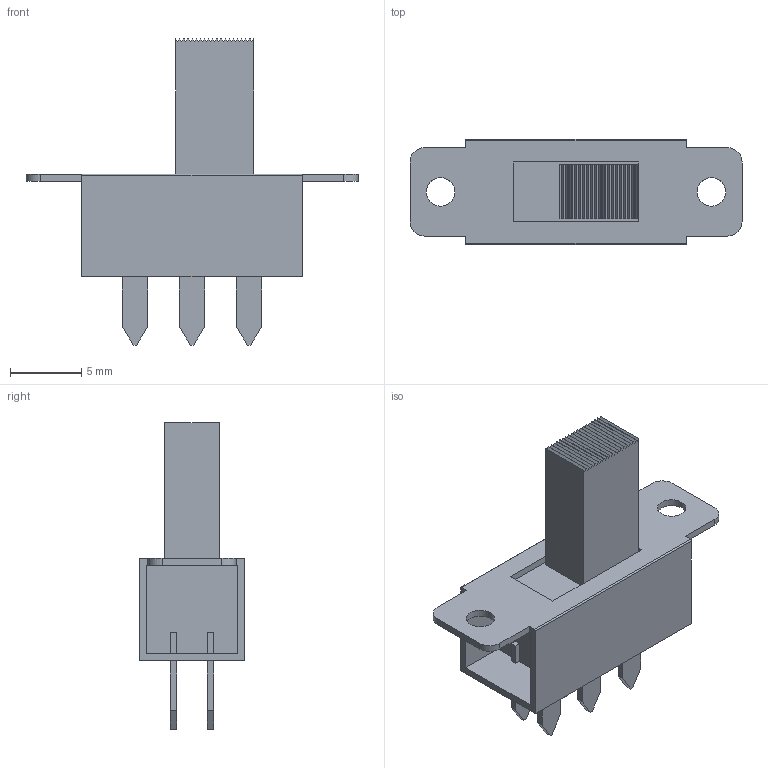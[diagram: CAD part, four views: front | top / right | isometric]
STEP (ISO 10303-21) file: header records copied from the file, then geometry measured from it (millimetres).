
FILE_DESCRIPTION(/* description */ (''),/* implementation_level */ '2;1');
FILE_NAME(/* name */ 'power_switch v5.step',/* time_stamp */ '2024-09-22T23:08:30-07:00',/* author */ (''),/* organization */ (''),/* preprocessor_version */ 'ST-DEVELOPER v20',/* originating_system */ 'Autodesk Translation Framework v13.20.0.188',/* authorisation */ '');
FILE_SCHEMA (('AUTOMOTIVE_DESIGN { 1 0 10303 214 3 1 1 }'));
Length unit declared in the file: millimetre
Products named in the file (3): power_switch; base; slide
Assembly tree (2 placements, depth 2):
  power_switch
    base
    slide
Bounding box: 23.3 x 7.4 x 21.5 mm (x, y, z)
Volume: 919.5 mm3; surface area: 1719 mm2
Topology: 2 solids, 2 shells, 175 faces, 480 edges, 320 vertices
Faces by surface type: plane 167, cylinder 8
Full cylindrical faces by diameter (mm): 2 x2
Entity records: 5618 total; most frequent: CARTESIAN_POINT 980, ORIENTED_EDGE 960, DIRECTION 856, EDGE_CURVE 480, LINE 464, VECTOR 464, VERTEX_POINT 320, AXIS2_PLACEMENT_3D 196
